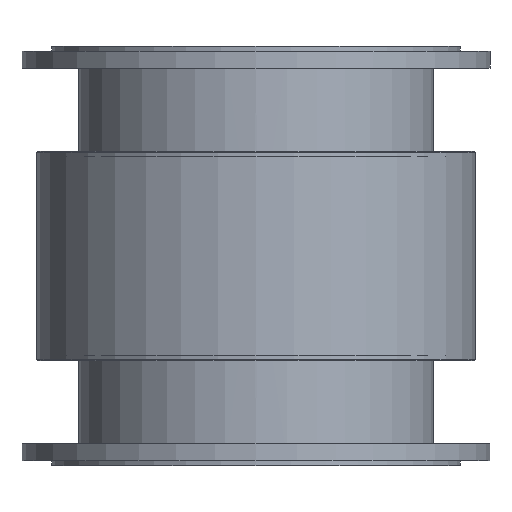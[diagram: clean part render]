
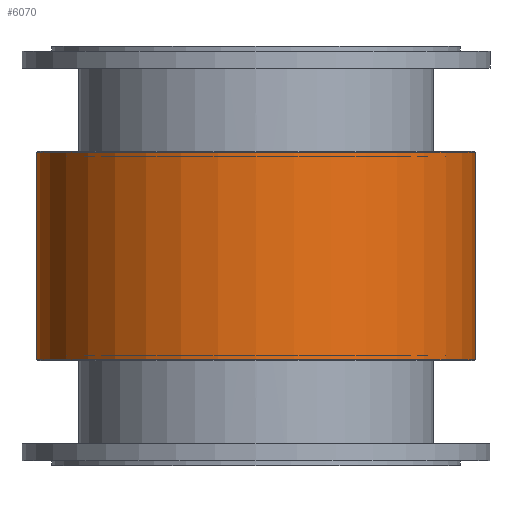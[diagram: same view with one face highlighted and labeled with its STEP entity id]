
A CAD part, front view. The second image highlights one B-rep face of the part: STEP entity #6070.
In plain terms, the highlighted cylindrical face has radius 314.5 mm (diameter 629 mm), a partial arc.
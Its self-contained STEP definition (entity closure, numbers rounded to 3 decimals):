
#270=B_SPLINE_CURVE_WITH_KNOTS('',3,(#10409,#10410,#10411,#10412,#10413,
#10414,#10415,#10416,#10417,#10418,#10419,#10420,#10421,#10422,#10423,#10424,
#10425,#10426),.UNSPECIFIED.,.F.,.F.,(4,2,2,2,2,2,2,2,4),(3.014,
3.391,3.768,4.145,4.522,4.898,
5.275,5.652,6.029),.UNSPECIFIED.);
#271=B_SPLINE_CURVE_WITH_KNOTS('',3,(#10427,#10428,#10429,#10430,#10431,
#10432,#10433,#10434,#10435,#10436,#10437,#10438,#10439,#10440,#10441,#10442,
#10443,#10444),.UNSPECIFIED.,.F.,.F.,(4,2,2,2,2,2,2,2,4),(6.029,
6.406,6.782,7.159,7.536,7.913,
8.29,8.666,9.043),.UNSPECIFIED.);
#481=LINE('',#10353,#789);
#482=LINE('',#10357,#790);
#483=LINE('',#10361,#791);
#484=LINE('',#10363,#792);
#485=LINE('',#10402,#793);
#789=VECTOR('',#7995,314.5);
#790=VECTOR('',#7998,314.5);
#791=VECTOR('',#8001,314.5);
#792=VECTOR('',#8002,10.);
#793=VECTOR('',#8003,10.);
#971=CYLINDRICAL_SURFACE('',#6664,314.5);
#1330=FACE_OUTER_BOUND('',#1786,.T.);
#1786=EDGE_LOOP('',(#4660,#4661,#4662,#4663,#4664,#4665,#4666,#4667,#4668));
#2160=CIRCLE('',#6662,314.5);
#2162=CIRCLE('',#6665,314.5);
#2634=VERTEX_POINT('',#10351);
#2635=VERTEX_POINT('',#10352);
#2636=VERTEX_POINT('',#10354);
#2637=VERTEX_POINT('',#10356);
#2638=VERTEX_POINT('',#10358);
#2639=VERTEX_POINT('',#10360);
#2640=VERTEX_POINT('',#10362);
#2642=VERTEX_POINT('',#10383);
#2644=VERTEX_POINT('',#10408);
#3335=EDGE_CURVE('',#2634,#2635,#481,.T.);
#3337=EDGE_CURVE('',#2637,#2636,#482,.T.);
#3339=EDGE_CURVE('',#2639,#2638,#483,.T.);
#3340=EDGE_CURVE('',#2640,#2639,#484,.T.);
#3343=EDGE_CURVE('',#2635,#2642,#485,.T.);
#3344=EDGE_CURVE('',#2637,#2638,#2160,.T.);
#3346=EDGE_CURVE('',#2642,#2644,#270,.T.);
#3347=EDGE_CURVE('',#2644,#2640,#271,.T.);
#3348=EDGE_CURVE('',#2634,#2636,#2162,.T.);
#4660=ORIENTED_EDGE('',*,*,#3335,.T.);
#4661=ORIENTED_EDGE('',*,*,#3343,.T.);
#4662=ORIENTED_EDGE('',*,*,#3346,.T.);
#4663=ORIENTED_EDGE('',*,*,#3347,.T.);
#4664=ORIENTED_EDGE('',*,*,#3340,.T.);
#4665=ORIENTED_EDGE('',*,*,#3339,.T.);
#4666=ORIENTED_EDGE('',*,*,#3344,.F.);
#4667=ORIENTED_EDGE('',*,*,#3337,.T.);
#4668=ORIENTED_EDGE('',*,*,#3348,.F.);
#6070=ADVANCED_FACE('',(#1330),#971,.T.);
#6662=AXIS2_PLACEMENT_3D('',#10404,#8006,#8007);
#6664=AXIS2_PLACEMENT_3D('',#10407,#8010,#8011);
#6665=AXIS2_PLACEMENT_3D('',#10445,#8012,#8013);
#7995=DIRECTION('',(0.,0.,1.));
#7998=DIRECTION('',(0.,0.,-1.));
#8001=DIRECTION('',(0.,0.,1.));
#8002=DIRECTION('',(0.,0.,1.));
#8003=DIRECTION('',(0.,0.,1.));
#8006=DIRECTION('center_axis',(0.,0.,1.));
#8007=DIRECTION('ref_axis',(1.,0.,0.));
#8010=DIRECTION('center_axis',(0.,0.,1.));
#8011=DIRECTION('ref_axis',(0.,-1.,0.));
#8012=DIRECTION('center_axis',(0.,0.,-1.));
#8013=DIRECTION('ref_axis',(1.,0.,0.));
#10351=CARTESIAN_POINT('',(-17.963,318.471,-148.5));
#10352=CARTESIAN_POINT('',(-17.963,318.471,-21.));
#10353=CARTESIAN_POINT('',(-17.963,318.471,0.));
#10354=CARTESIAN_POINT('',(-332.463,3.971,-148.5));
#10356=CARTESIAN_POINT('',(-332.463,3.971,148.5));
#10357=CARTESIAN_POINT('',(-332.463,3.971,0.));
#10358=CARTESIAN_POINT('',(-17.963,318.471,148.5));
#10360=CARTESIAN_POINT('',(-17.963,318.471,21.));
#10361=CARTESIAN_POINT('',(-17.963,318.471,0.));
#10362=CARTESIAN_POINT('',(-17.963,318.471,20.));
#10363=CARTESIAN_POINT('',(-17.963,318.471,0.));
#10383=CARTESIAN_POINT('',(-17.963,318.471,-20.));
#10402=CARTESIAN_POINT('',(-17.963,318.471,0.));
#10404=CARTESIAN_POINT('Origin',(-17.963,3.971,148.5));
#10407=CARTESIAN_POINT('Origin',(-17.963,3.971,0.));
#10408=CARTESIAN_POINT('',(2.037,317.835,0.));
#10409=CARTESIAN_POINT('Ctrl Pts',(-17.963,318.471,-20.));
#10410=CARTESIAN_POINT('Ctrl Pts',(-16.707,318.471,-20.));
#10411=CARTESIAN_POINT('Ctrl Pts',(-15.408,318.464,-19.88));
#10412=CARTESIAN_POINT('Ctrl Pts',(-12.825,318.432,-19.373));
#10413=CARTESIAN_POINT('Ctrl Pts',(-11.54,318.408,-18.988));
#10414=CARTESIAN_POINT('Ctrl Pts',(-9.076,318.348,-17.967));
#10415=CARTESIAN_POINT('Ctrl Pts',(-7.895,318.312,-17.331));
#10416=CARTESIAN_POINT('Ctrl Pts',(-5.711,318.234,-15.863));
#10417=CARTESIAN_POINT('Ctrl Pts',(-4.708,318.193,-15.03));
#10418=CARTESIAN_POINT('Ctrl Pts',(-2.933,318.113,-13.254));
#10419=CARTESIAN_POINT('Ctrl Pts',(-2.1,318.072,-12.252));
#10420=CARTESIAN_POINT('Ctrl Pts',(-0.631,317.994,-10.067));
#10421=CARTESIAN_POINT('Ctrl Pts',(0.004,317.958,
-8.886));
#10422=CARTESIAN_POINT('Ctrl Pts',(1.025,317.898,-6.423));
#10423=CARTESIAN_POINT('Ctrl Pts',(1.411,317.874,-5.138));
#10424=CARTESIAN_POINT('Ctrl Pts',(1.917,317.842,-2.555));
#10425=CARTESIAN_POINT('Ctrl Pts',(2.037,317.835,-1.256));
#10426=CARTESIAN_POINT('Ctrl Pts',(2.037,317.835,0.));
#10427=CARTESIAN_POINT('Ctrl Pts',(2.037,317.835,0.));
#10428=CARTESIAN_POINT('Ctrl Pts',(2.037,317.835,1.256));
#10429=CARTESIAN_POINT('Ctrl Pts',(1.917,317.842,2.555));
#10430=CARTESIAN_POINT('Ctrl Pts',(1.411,317.874,5.138));
#10431=CARTESIAN_POINT('Ctrl Pts',(1.025,317.898,6.423));
#10432=CARTESIAN_POINT('Ctrl Pts',(0.004,317.958,
8.886));
#10433=CARTESIAN_POINT('Ctrl Pts',(-0.631,317.994,10.067));
#10434=CARTESIAN_POINT('Ctrl Pts',(-2.1,318.072,12.252));
#10435=CARTESIAN_POINT('Ctrl Pts',(-2.933,318.113,13.254));
#10436=CARTESIAN_POINT('Ctrl Pts',(-4.708,318.193,15.03));
#10437=CARTESIAN_POINT('Ctrl Pts',(-5.711,318.234,15.863));
#10438=CARTESIAN_POINT('Ctrl Pts',(-7.895,318.312,17.331));
#10439=CARTESIAN_POINT('Ctrl Pts',(-9.076,318.348,17.967));
#10440=CARTESIAN_POINT('Ctrl Pts',(-11.54,318.408,18.988));
#10441=CARTESIAN_POINT('Ctrl Pts',(-12.825,318.432,19.373));
#10442=CARTESIAN_POINT('Ctrl Pts',(-15.408,318.464,19.88));
#10443=CARTESIAN_POINT('Ctrl Pts',(-16.707,318.471,20.));
#10444=CARTESIAN_POINT('Ctrl Pts',(-17.963,318.471,20.));
#10445=CARTESIAN_POINT('Origin',(-17.963,3.971,-148.5));
